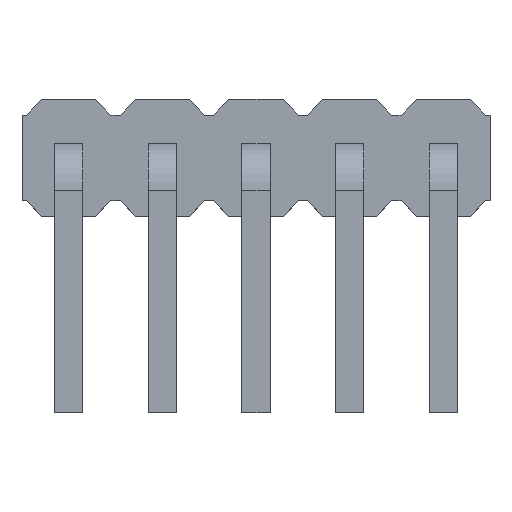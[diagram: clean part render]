
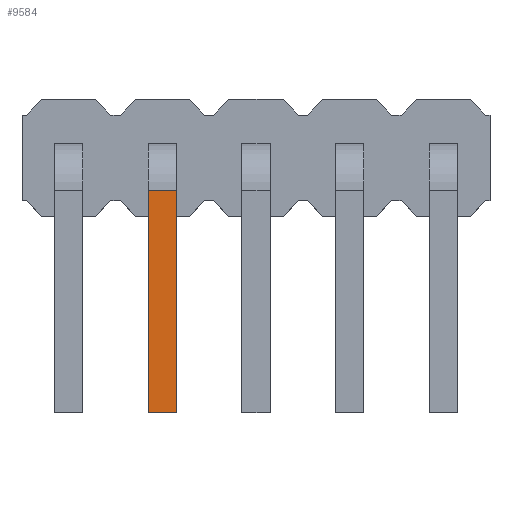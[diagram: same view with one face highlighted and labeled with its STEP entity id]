
A CAD part, top view. The second image highlights one B-rep face of the part: STEP entity #9584.
In plain terms, the highlighted planar face has unit normal (0, 0, 1).
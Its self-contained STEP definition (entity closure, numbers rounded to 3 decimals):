
#5355 = PLANE('',#5356);
#5356 = AXIS2_PLACEMENT_3D('',#5357,#5358,#5359);
#5357 = CARTESIAN_POINT('',(-1.363,0.244,
    1.501));
#5358 = DIRECTION('',(1.,0.,0.));
#5359 = DIRECTION('',(0.,1.,0.));
#5411 = PLANE('',#5412);
#5412 = AXIS2_PLACEMENT_3D('',#5413,#5414,#5415);
#5413 = CARTESIAN_POINT('',(-1.063,0.244,
    1.501));
#5414 = DIRECTION('',(1.,0.,0.));
#5415 = DIRECTION('',(0.,1.,0.));
#6736 = VERTEX_POINT('',#6737);
#6737 = CARTESIAN_POINT('',(-1.363,0.244,
    2.951));
#6752 = CYLINDRICAL_SURFACE('',#6753,0.5);
#6753 = AXIS2_PLACEMENT_3D('',#6754,#6755,#6756);
#6754 = CARTESIAN_POINT('',(-1.063,0.244,
    2.451));
#6755 = DIRECTION('',(-1.,0.,0.));
#6756 = DIRECTION('',(0.,-1.,0.));
#6786 = EDGE_CURVE('',#6736,#6787,#6789,.T.);
#6787 = VERTEX_POINT('',#6788);
#6788 = CARTESIAN_POINT('',(-1.363,-2.131,
    2.951));
#6789 = SURFACE_CURVE('',#6790,(#6794,#6801),.PCURVE_S1.);
#6790 = LINE('',#6791,#6792);
#6791 = CARTESIAN_POINT('',(-1.363,0.244,
    2.951));
#6792 = VECTOR('',#6793,1.);
#6793 = DIRECTION('',(0.,-1.,0.));
#6794 = PCURVE('',#5355,#6795);
#6795 = DEFINITIONAL_REPRESENTATION('',(#6796),#6800);
#6796 = LINE('',#6797,#6798);
#6797 = CARTESIAN_POINT('',(0.,1.45));
#6798 = VECTOR('',#6799,1.);
#6799 = DIRECTION('',(-1.,0.));
#6800 = ( GEOMETRIC_REPRESENTATION_CONTEXT(2) 
PARAMETRIC_REPRESENTATION_CONTEXT() REPRESENTATION_CONTEXT('2D SPACE',''
  ) );
#6801 = PCURVE('',#6802,#6807);
#6802 = PLANE('',#6803);
#6803 = AXIS2_PLACEMENT_3D('',#6804,#6805,#6806);
#6804 = CARTESIAN_POINT('',(-1.063,0.244,
    2.951));
#6805 = DIRECTION('',(0.,0.,-1.));
#6806 = DIRECTION('',(-1.,0.,0.));
#6807 = DEFINITIONAL_REPRESENTATION('',(#6808),#6812);
#6808 = LINE('',#6809,#6810);
#6809 = CARTESIAN_POINT('',(0.3,0.));
#6810 = VECTOR('',#6811,1.);
#6811 = DIRECTION('',(0.,-1.));
#6812 = ( GEOMETRIC_REPRESENTATION_CONTEXT(2) 
PARAMETRIC_REPRESENTATION_CONTEXT() REPRESENTATION_CONTEXT('2D SPACE',''
  ) );
#6830 = PLANE('',#6831);
#6831 = AXIS2_PLACEMENT_3D('',#6832,#6833,#6834);
#6832 = CARTESIAN_POINT('',(-1.063,-2.131,
    2.651));
#6833 = DIRECTION('',(0.,1.,0.));
#6834 = DIRECTION('',(-1.,0.,0.));
#7095 = VERTEX_POINT('',#7096);
#7096 = CARTESIAN_POINT('',(-1.063,0.244,
    2.951));
#7140 = EDGE_CURVE('',#7095,#7141,#7143,.T.);
#7141 = VERTEX_POINT('',#7142);
#7142 = CARTESIAN_POINT('',(-1.063,-2.131,
    2.951));
#7143 = SURFACE_CURVE('',#7144,(#7148,#7155),.PCURVE_S1.);
#7144 = LINE('',#7145,#7146);
#7145 = CARTESIAN_POINT('',(-1.063,0.244,
    2.951));
#7146 = VECTOR('',#7147,1.);
#7147 = DIRECTION('',(0.,-1.,0.));
#7148 = PCURVE('',#5411,#7149);
#7149 = DEFINITIONAL_REPRESENTATION('',(#7150),#7154);
#7150 = LINE('',#7151,#7152);
#7151 = CARTESIAN_POINT('',(0.,1.45));
#7152 = VECTOR('',#7153,1.);
#7153 = DIRECTION('',(-1.,0.));
#7154 = ( GEOMETRIC_REPRESENTATION_CONTEXT(2) 
PARAMETRIC_REPRESENTATION_CONTEXT() REPRESENTATION_CONTEXT('2D SPACE',''
  ) );
#7155 = PCURVE('',#6802,#7156);
#7156 = DEFINITIONAL_REPRESENTATION('',(#7157),#7161);
#7157 = LINE('',#7158,#7159);
#7158 = CARTESIAN_POINT('',(0.,0.));
#7159 = VECTOR('',#7160,1.);
#7160 = DIRECTION('',(0.,-1.));
#7161 = ( GEOMETRIC_REPRESENTATION_CONTEXT(2) 
PARAMETRIC_REPRESENTATION_CONTEXT() REPRESENTATION_CONTEXT('2D SPACE',''
  ) );
#9564 = EDGE_CURVE('',#7141,#6787,#9565,.T.);
#9565 = SURFACE_CURVE('',#9566,(#9570,#9577),.PCURVE_S1.);
#9566 = LINE('',#9567,#9568);
#9567 = CARTESIAN_POINT('',(-1.063,-2.131,
    2.951));
#9568 = VECTOR('',#9569,1.);
#9569 = DIRECTION('',(-1.,0.,0.));
#9570 = PCURVE('',#6830,#9571);
#9571 = DEFINITIONAL_REPRESENTATION('',(#9572),#9576);
#9572 = LINE('',#9573,#9574);
#9573 = CARTESIAN_POINT('',(0.,0.3));
#9574 = VECTOR('',#9575,1.);
#9575 = DIRECTION('',(1.,0.));
#9576 = ( GEOMETRIC_REPRESENTATION_CONTEXT(2) 
PARAMETRIC_REPRESENTATION_CONTEXT() REPRESENTATION_CONTEXT('2D SPACE',''
  ) );
#9577 = PCURVE('',#6802,#9578);
#9578 = DEFINITIONAL_REPRESENTATION('',(#9579),#9583);
#9579 = LINE('',#9580,#9581);
#9580 = CARTESIAN_POINT('',(0.,-2.375));
#9581 = VECTOR('',#9582,1.);
#9582 = DIRECTION('',(1.,0.));
#9583 = ( GEOMETRIC_REPRESENTATION_CONTEXT(2) 
PARAMETRIC_REPRESENTATION_CONTEXT() REPRESENTATION_CONTEXT('2D SPACE',''
  ) );
#9584 = ADVANCED_FACE('',(#9585),#6802,.F.);
#9585 = FACE_BOUND('',#9586,.T.);
#9586 = EDGE_LOOP('',(#9587,#9588,#9589,#9590));
#9587 = ORIENTED_EDGE('',*,*,#6786,.T.);
#9588 = ORIENTED_EDGE('',*,*,#9564,.F.);
#9589 = ORIENTED_EDGE('',*,*,#7140,.F.);
#9590 = ORIENTED_EDGE('',*,*,#9591,.T.);
#9591 = EDGE_CURVE('',#7095,#6736,#9592,.T.);
#9592 = SURFACE_CURVE('',#9593,(#9597,#9604),.PCURVE_S1.);
#9593 = LINE('',#9594,#9595);
#9594 = CARTESIAN_POINT('',(-1.063,0.244,
    2.951));
#9595 = VECTOR('',#9596,1.);
#9596 = DIRECTION('',(-1.,0.,0.));
#9597 = PCURVE('',#6802,#9598);
#9598 = DEFINITIONAL_REPRESENTATION('',(#9599),#9603);
#9599 = LINE('',#9600,#9601);
#9600 = CARTESIAN_POINT('',(0.,0.));
#9601 = VECTOR('',#9602,1.);
#9602 = DIRECTION('',(1.,0.));
#9603 = ( GEOMETRIC_REPRESENTATION_CONTEXT(2) 
PARAMETRIC_REPRESENTATION_CONTEXT() REPRESENTATION_CONTEXT('2D SPACE',''
  ) );
#9604 = PCURVE('',#6752,#9605);
#9605 = DEFINITIONAL_REPRESENTATION('',(#9606),#9632);
#9606 = B_SPLINE_CURVE_WITH_KNOTS('',3,(#9607,#9608,#9609,#9610,#9611,
    #9612,#9613,#9614,#9615,#9616,#9617,#9618,#9619,#9620,#9621,#9622,
    #9623,#9624,#9625,#9626,#9627,#9628,#9629,#9630,#9631),
  .UNSPECIFIED.,.F.,.F.,(4,1,1,1,1,1,1,1,1,1,1,1,1,1,1,1,1,1,1,1,1,1,4),
  (0.,0.014,0.027,0.041,
    0.055,0.068,0.082,
    0.095,0.109,0.123,0.136,
    0.15,0.164,0.177,0.191,0.205,
    0.218,0.232,0.245,0.259,
    0.273,0.286,0.3),.QUASI_UNIFORM_KNOTS.);
#9607 = CARTESIAN_POINT('',(1.571,0.));
#9608 = CARTESIAN_POINT('',(1.571,0.005));
#9609 = CARTESIAN_POINT('',(1.571,0.014));
#9610 = CARTESIAN_POINT('',(1.571,0.027));
#9611 = CARTESIAN_POINT('',(1.571,0.041));
#9612 = CARTESIAN_POINT('',(1.571,0.055));
#9613 = CARTESIAN_POINT('',(1.571,0.068));
#9614 = CARTESIAN_POINT('',(1.571,0.082));
#9615 = CARTESIAN_POINT('',(1.571,0.095));
#9616 = CARTESIAN_POINT('',(1.571,0.109));
#9617 = CARTESIAN_POINT('',(1.571,0.123));
#9618 = CARTESIAN_POINT('',(1.571,0.136));
#9619 = CARTESIAN_POINT('',(1.571,0.15));
#9620 = CARTESIAN_POINT('',(1.571,0.164));
#9621 = CARTESIAN_POINT('',(1.571,0.177));
#9622 = CARTESIAN_POINT('',(1.571,0.191));
#9623 = CARTESIAN_POINT('',(1.571,0.205));
#9624 = CARTESIAN_POINT('',(1.571,0.218));
#9625 = CARTESIAN_POINT('',(1.571,0.232));
#9626 = CARTESIAN_POINT('',(1.571,0.245));
#9627 = CARTESIAN_POINT('',(1.571,0.259));
#9628 = CARTESIAN_POINT('',(1.571,0.273));
#9629 = CARTESIAN_POINT('',(1.571,0.286));
#9630 = CARTESIAN_POINT('',(1.571,0.295));
#9631 = CARTESIAN_POINT('',(1.571,0.3));
#9632 = ( GEOMETRIC_REPRESENTATION_CONTEXT(2) 
PARAMETRIC_REPRESENTATION_CONTEXT() REPRESENTATION_CONTEXT('2D SPACE',''
  ) );
